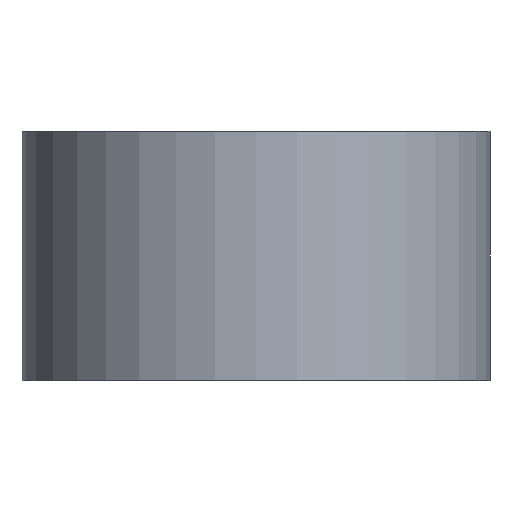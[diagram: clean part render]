
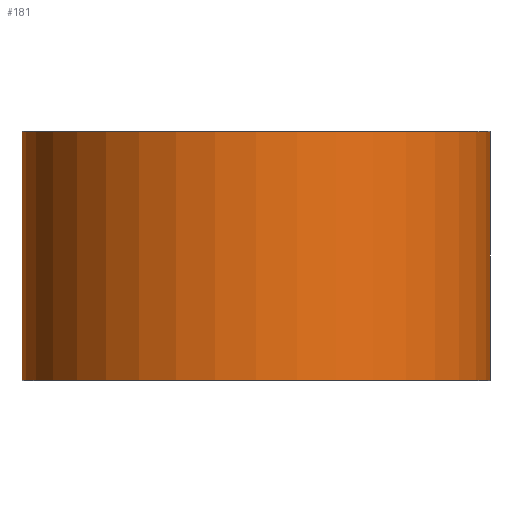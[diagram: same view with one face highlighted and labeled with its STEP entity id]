
A CAD part, front view. The second image highlights one B-rep face of the part: STEP entity #181.
In plain terms, the highlighted cylindrical face has radius 6 mm (diameter 12 mm), a full revolution.
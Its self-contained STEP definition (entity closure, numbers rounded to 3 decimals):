
#23=LINE('',#350,#26);
#26=VECTOR('',#290,6.);
#29=CYLINDRICAL_SURFACE('',#228,6.);
#37=FACE_OUTER_BOUND('',#50,.T.);
#50=EDGE_LOOP('',(#151,#152,#153,#154,#155));
#69=CIRCLE('',#226,6.);
#70=CIRCLE('',#227,6.);
#71=CIRCLE('',#229,6.);
#88=VERTEX_POINT('',#343);
#89=VERTEX_POINT('',#345);
#90=VERTEX_POINT('',#349);
#110=EDGE_CURVE('',#88,#89,#69,.T.);
#111=EDGE_CURVE('',#89,#88,#70,.T.);
#112=EDGE_CURVE('',#89,#90,#23,.T.);
#113=EDGE_CURVE('',#90,#90,#71,.T.);
#151=ORIENTED_EDGE('',*,*,#111,.F.);
#152=ORIENTED_EDGE('',*,*,#112,.T.);
#153=ORIENTED_EDGE('',*,*,#113,.F.);
#154=ORIENTED_EDGE('',*,*,#112,.F.);
#155=ORIENTED_EDGE('',*,*,#110,.F.);
#181=ADVANCED_FACE('',(#37),#29,.T.);
#226=AXIS2_PLACEMENT_3D('',#346,#284,#285);
#227=AXIS2_PLACEMENT_3D('',#347,#286,#287);
#228=AXIS2_PLACEMENT_3D('',#348,#288,#289);
#229=AXIS2_PLACEMENT_3D('',#351,#291,#292);
#284=DIRECTION('center_axis',(0.,0.,1.));
#285=DIRECTION('ref_axis',(-1.,0.,0.));
#286=DIRECTION('center_axis',(0.,0.,1.));
#287=DIRECTION('ref_axis',(-1.,0.,0.));
#288=DIRECTION('center_axis',(0.,0.,1.));
#289=DIRECTION('ref_axis',(-1.,0.,0.));
#290=DIRECTION('',(0.,0.,-1.));
#291=DIRECTION('center_axis',(0.,0.,-1.));
#292=DIRECTION('ref_axis',(-1.,0.,0.));
#343=CARTESIAN_POINT('',(-6.,0.,6.39));
#345=CARTESIAN_POINT('',(6.,0.,6.39));
#346=CARTESIAN_POINT('Origin',(0.,0.,6.39));
#347=CARTESIAN_POINT('Origin',(0.,0.,6.39));
#348=CARTESIAN_POINT('Origin',(0.,0.,0.));
#349=CARTESIAN_POINT('',(6.,0.,0.01));
#350=CARTESIAN_POINT('',(6.,0.,0.));
#351=CARTESIAN_POINT('Origin',(0.,0.,0.01));
